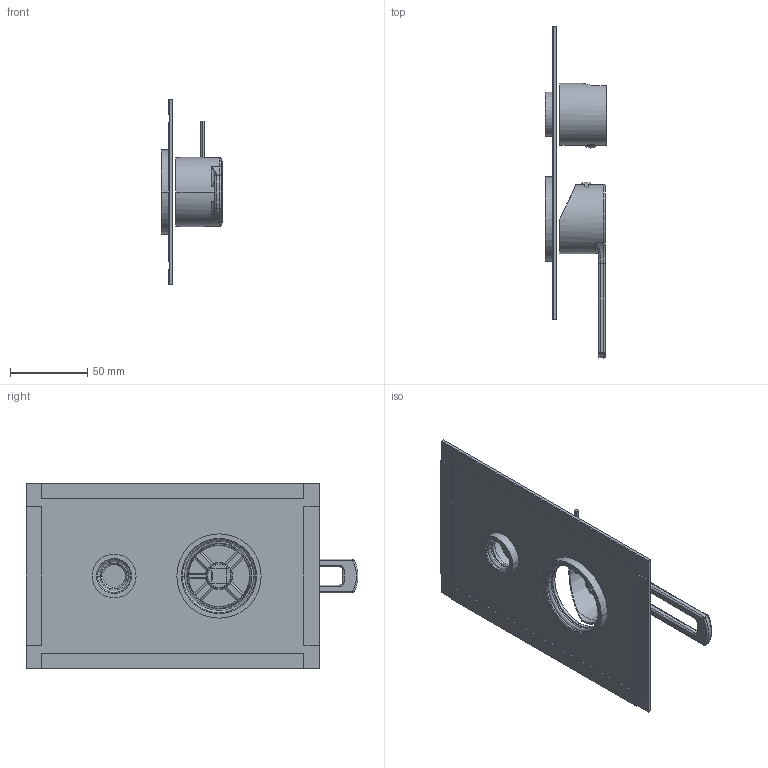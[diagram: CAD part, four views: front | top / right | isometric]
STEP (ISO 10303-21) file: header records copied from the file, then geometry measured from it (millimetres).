
FILE_DESCRIPTION((''),'2;1');
FILE_NAME('RIN019CR-MEST_ASM','2021-02-02T09:45:56',('stefano.gianpani'),('PAFFONI SpA'),'CREO PARAMETRIC BY PTC INC, 2020044','CREO PARAMETRIC BY PTC INC, 2020044','');
FILE_SCHEMA(('CONFIG_CONTROL_DESIGN','SHAPE_APPEARANCE_LAYERS_GROUPS'));
Length unit declared in the file: millimetre
Products named in the file (14): 4061200CR; 592305004A2; TCF0691105CR; CHBR25; 8001128_ASM; 4061169CRI_AF1; 2092467_AF3; 2092468_AF2; 2091415; 2091417; 2042486GR; 2041560GR; 2091105CRN; RIN019CR-MEST_ASM
Assembly tree (15 placements, depth 3):
  RIN019CR-MEST_ASM
    4061200CR
    8001128_ASM
      592305004A2
      TCF0691105CR
      CHBR25
    4061169CRI_AF1
    2092467_AF3
    2092468_AF2
    2091415  x2
    2091417  x2
    2042486GR
    2041560GR
    2091105CRN
Bounding box: 39.85 x 215 x 120 mm (x, y, z)
Volume: 91731.8 mm3; surface area: 85131.5 mm2
Topology: 14 solids, 18 shells, 364 faces, 826 edges, 496 vertices
Faces by surface type: plane 130, cylinder 106, torus 44, cone 37, sphere 25, bspline 22
Entity records: 14171 total; most frequent: CARTESIAN_POINT 3379, DIRECTION 1813, ORIENTED_EDGE 1572, PRESENTATION_STYLE_ASSIGNMENT 812, STYLED_ITEM 812, CURVE_STYLE 796, EDGE_CURVE 796, AXIS2_PLACEMENT_3D 734
